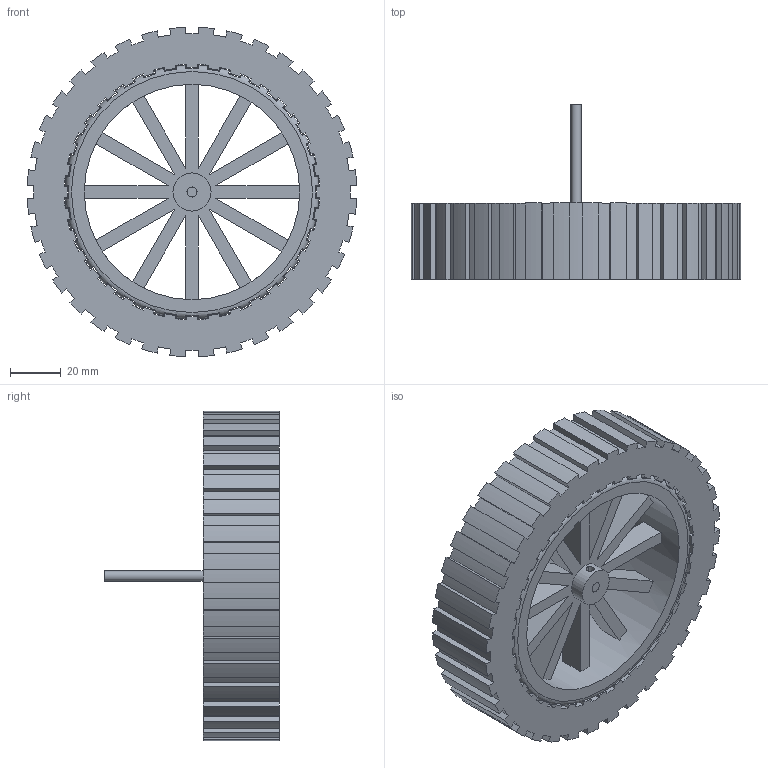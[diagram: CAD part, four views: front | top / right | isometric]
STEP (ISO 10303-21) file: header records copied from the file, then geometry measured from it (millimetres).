
FILE_DESCRIPTION(/* description */ (''),/* implementation_level */ '2;1');
FILE_NAME(/* name */ 'End wheels v5.step',/* time_stamp */ '2021-02-04T18:04:41-05:00',/* author */ (''),/* organization */ (''),/* preprocessor_version */ 'ST-DEVELOPER v18.1',/* originating_system */ 'Autodesk Translation Framework v9.7.1.1290',/* authorisation */ '');
FILE_SCHEMA (('AUTOMOTIVE_DESIGN { 1 0 10303 214 3 1 1 }'));
Length unit declared in the file: millimetre
Products named in the file (4): End wheels; Component1; Motorwheel extension; End axle
Assembly tree (3 placements, depth 2):
  End wheels
    Component1
    Motorwheel extension
    End axle
Bounding box: 129.9 x 69 x 129.9 mm (x, y, z)
Volume: 234415.2 mm3; surface area: 76868.4 mm2
Topology: 3 solids, 3 shells, 485 faces, 1466 edges, 978 vertices
Faces by surface type: plane 322, cylinder 161, torus 2
Full cylindrical faces by diameter (mm): 3.1 x4, 4 x2, 15 x2, 85 x1
Entity records: 17925 total; most frequent: CARTESIAN_POINT 4705, ORIENTED_EDGE 2932, DIRECTION 2534, EDGE_CURVE 1466, VERTEX_POINT 978, LINE 894, VECTOR 894, AXIS2_PLACEMENT_3D 820
